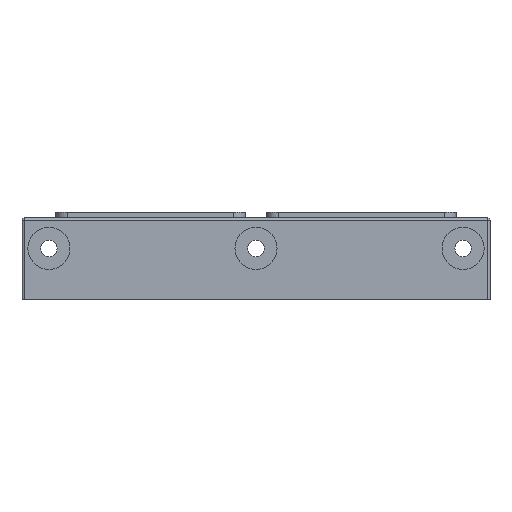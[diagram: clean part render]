
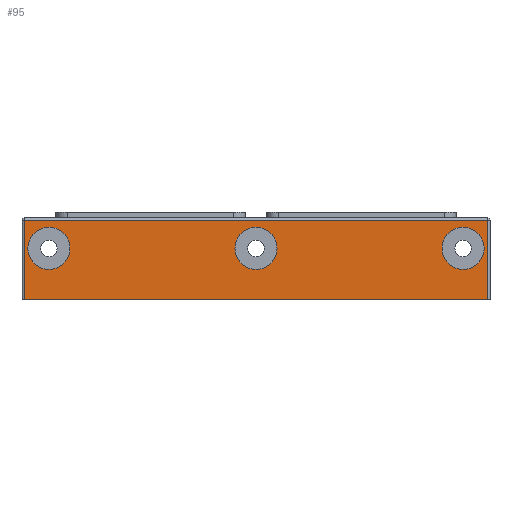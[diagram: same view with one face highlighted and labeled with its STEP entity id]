
A CAD part, front view. The second image highlights one B-rep face of the part: STEP entity #95.
In plain terms, the highlighted planar face has unit normal (0, -1, 0).
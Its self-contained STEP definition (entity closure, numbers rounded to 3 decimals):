
#95=ADVANCED_FACE('NONE',(#339,#340,#341,#342),#343,.F.);
#339=FACE_OUTER_BOUND('',#797,.T.);
#340=FACE_BOUND('',#798,.T.);
#341=FACE_BOUND('',#799,.T.);
#342=FACE_BOUND('',#800,.T.);
#343=PLANE('',#801);
#797=EDGE_LOOP('',(#1402,#1403,#1404,#1405));
#798=EDGE_LOOP('',(#1406,#1407));
#799=EDGE_LOOP('',(#1408,#1409));
#800=EDGE_LOOP('',(#1410,#1411));
#801=AXIS2_PLACEMENT_3D('',#1412,#1413,#1414);
#1402=ORIENTED_EDGE('',*,*,#3091,.T.);
#1403=ORIENTED_EDGE('',*,*,#3092,.T.);
#1404=ORIENTED_EDGE('',*,*,#3063,.T.);
#1405=ORIENTED_EDGE('',*,*,#3093,.T.);
#1406=ORIENTED_EDGE('',*,*,#3094,.F.);
#1407=ORIENTED_EDGE('',*,*,#3005,.F.);
#1408=ORIENTED_EDGE('',*,*,#3095,.F.);
#1409=ORIENTED_EDGE('',*,*,#3009,.F.);
#1410=ORIENTED_EDGE('',*,*,#3096,.F.);
#1411=ORIENTED_EDGE('',*,*,#3013,.F.);
#1412=CARTESIAN_POINT('',(100.0,-58.0,17.5));
#1413=DIRECTION('',(0.0,1.0,0.0));
#1414=DIRECTION('',(-0.0,0.0,-1.0));
#3005=EDGE_CURVE('NONE',#3590,#3592,#3593,.T.);
#3009=EDGE_CURVE('NONE',#3598,#3600,#3601,.T.);
#3013=EDGE_CURVE('NONE',#3606,#3608,#3609,.T.);
#3063=EDGE_CURVE('NONE',#3701,#3699,#3702,.T.);
#3091=EDGE_CURVE('NONE',#3737,#3738,#3739,.T.);
#3092=EDGE_CURVE('NONE',#3738,#3701,#3740,.T.);
#3093=EDGE_CURVE('NONE',#3699,#3737,#3741,.T.);
#3094=EDGE_CURVE('NONE',#3592,#3590,#3742,.T.);
#3095=EDGE_CURVE('NONE',#3600,#3598,#3743,.T.);
#3096=EDGE_CURVE('NONE',#3608,#3606,#3744,.T.);
#3590=VERTEX_POINT('NONE',#4550);
#3592=VERTEX_POINT('NONE',#4553);
#3593=CIRCLE('',#4554,9.0);
#3598=VERTEX_POINT('NONE',#4560);
#3600=VERTEX_POINT('NONE',#4563);
#3601=CIRCLE('',#4564,9.0);
#3606=VERTEX_POINT('NONE',#4570);
#3608=VERTEX_POINT('NONE',#4573);
#3609=CIRCLE('',#4574,9.0);
#3699=VERTEX_POINT('NONE',#4696);
#3701=VERTEX_POINT('NONE',#4698);
#3702=LINE('',#4699,#4700);
#3737=VERTEX_POINT('NONE',#4751);
#3738=VERTEX_POINT('NONE',#4752);
#3739=LINE('',#4753,#4754);
#3740=LINE('',#4755,#4756);
#3741=LINE('',#4757,#4758);
#3742=CIRCLE('',#4759,9.0);
#3743=CIRCLE('',#4760,9.0);
#3744=CIRCLE('',#4761,9.0);
#4550=CARTESIAN_POINT('',(-88.5,-58.0,-4.5));
#4553=CARTESIAN_POINT('',(-88.5,-58.0,13.5));
#4554=AXIS2_PLACEMENT_3D('',#5963,#5964,#5965);
#4560=CARTESIAN_POINT('',(0.,-58.0,-4.5));
#4563=CARTESIAN_POINT('',(0.0,-58.0,13.5));
#4564=AXIS2_PLACEMENT_3D('',#5971,#5972,#5973);
#4570=CARTESIAN_POINT('',(88.5,-58.0,-4.5));
#4573=CARTESIAN_POINT('',(88.5,-58.0,13.5));
#4574=AXIS2_PLACEMENT_3D('',#5979,#5980,#5981);
#4696=CARTESIAN_POINT('',(99.0,-58.0,-17.5));
#4698=CARTESIAN_POINT('',(-99.0,-58.0,-17.5));
#4699=CARTESIAN_POINT('',(100.0,-58.0,-17.5));
#4700=VECTOR('',#6065,1000.0);
#4751=CARTESIAN_POINT('',(99.0,-58.0,16.5));
#4752=CARTESIAN_POINT('',(-99.0,-58.0,16.5));
#4753=CARTESIAN_POINT('',(-100.0,-58.0,16.5));
#4754=VECTOR('',#6115,1000.0);
#4755=CARTESIAN_POINT('',(-99.0,-58.0,17.5));
#4756=VECTOR('',#6116,1000.0);
#4757=CARTESIAN_POINT('',(99.0,-58.0,17.5));
#4758=VECTOR('',#6117,1000.0);
#4759=AXIS2_PLACEMENT_3D('',#6118,#6119,#6120);
#4760=AXIS2_PLACEMENT_3D('',#6121,#6122,#6123);
#4761=AXIS2_PLACEMENT_3D('',#6124,#6125,#6126);
#5963=CARTESIAN_POINT('',(-88.5,-58.0,4.5));
#5964=DIRECTION('',(0.0,-1.0,0.0));
#5965=DIRECTION('',(0.0,0.0,1.0));
#5971=CARTESIAN_POINT('',(0.0,-58.0,4.5));
#5972=DIRECTION('',(0.0,-1.0,0.0));
#5973=DIRECTION('',(0.0,0.0,1.0));
#5979=CARTESIAN_POINT('',(88.5,-58.0,4.5));
#5980=DIRECTION('',(0.0,-1.0,0.0));
#5981=DIRECTION('',(0.0,0.0,1.0));
#6065=DIRECTION('',(1.0,0.0,-0.0));
#6115=DIRECTION('',(-1.0,0.0,0.0));
#6116=DIRECTION('',(0.0,0.0,-1.0));
#6117=DIRECTION('',(0.0,0.0,1.0));
#6118=CARTESIAN_POINT('',(-88.5,-58.0,4.5));
#6119=DIRECTION('',(0.0,-1.0,0.0));
#6120=DIRECTION('',(0.0,0.0,1.0));
#6121=CARTESIAN_POINT('',(0.0,-58.0,4.5));
#6122=DIRECTION('',(0.0,-1.0,0.0));
#6123=DIRECTION('',(0.0,0.0,1.0));
#6124=CARTESIAN_POINT('',(88.5,-58.0,4.5));
#6125=DIRECTION('',(0.0,-1.0,0.0));
#6126=DIRECTION('',(0.0,0.0,1.0));
